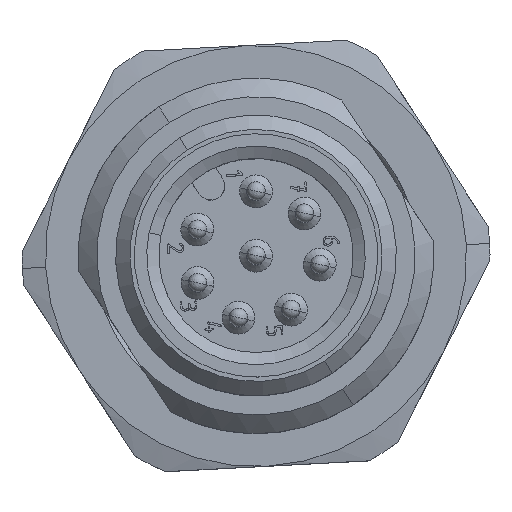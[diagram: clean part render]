
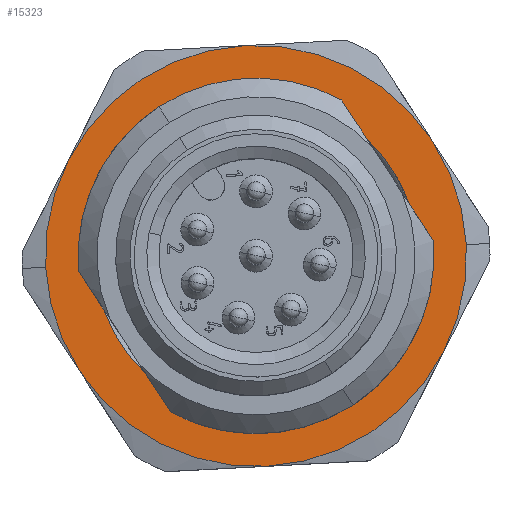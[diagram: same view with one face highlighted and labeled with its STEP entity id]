
A CAD part, top view. The second image highlights one B-rep face of the part: STEP entity #15323.
In plain terms, the highlighted planar face has unit normal (0, 0, 1).
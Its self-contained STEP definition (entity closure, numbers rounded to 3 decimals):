
#14912=AXIS2_PLACEMENT_3D('Circle Axis2P3D',#14910,#14911,$) ;
#15189=AXIS2_PLACEMENT_3D('Circle Axis2P3D',#15187,#15188,$) ;
#15202=AXIS2_PLACEMENT_3D('Plane Axis2P3D',#15199,#15200,#15201) ;
#15206=AXIS2_PLACEMENT_3D('Circle Axis2P3D',#15204,#15205,$) ;
#15215=AXIS2_PLACEMENT_3D('Circle Axis2P3D',#15213,#15214,$) ;
#15222=AXIS2_PLACEMENT_3D('Circle Axis2P3D',#15220,#15221,$) ;
#15229=AXIS2_PLACEMENT_3D('Circle Axis2P3D',#15227,#15228,$) ;
#15236=AXIS2_PLACEMENT_3D('Circle Axis2P3D',#15234,#15235,$) ;
#15243=AXIS2_PLACEMENT_3D('Circle Axis2P3D',#15241,#15242,$) ;
#15250=AXIS2_PLACEMENT_3D('Circle Axis2P3D',#15248,#15249,$) ;
#15257=AXIS2_PLACEMENT_3D('Circle Axis2P3D',#15255,#15256,$) ;
#14651=CARTESIAN_POINT('Vertex',(5.285,4.183,16.25)) ;
#14654=CARTESIAN_POINT('Line Origine',(5.813,3.37,16.25)) ;
#14658=CARTESIAN_POINT('Vertex',(6.342,2.558,16.25)) ;
#14680=CARTESIAN_POINT('Vertex',(2.428,8.571,16.25)) ;
#14683=CARTESIAN_POINT('Line Origine',(2.956,7.759,16.25)) ;
#14687=CARTESIAN_POINT('Vertex',(3.485,6.947,16.25)) ;
#14817=CARTESIAN_POINT('Vertex',(14.715,14.257,16.25)) ;
#14820=CARTESIAN_POINT('Line Origine',(14.187,15.069,16.25)) ;
#14824=CARTESIAN_POINT('Vertex',(13.658,15.882,16.25)) ;
#14836=CARTESIAN_POINT('Vertex',(17.572,9.868,16.25)) ;
#14839=CARTESIAN_POINT('Line Origine',(17.044,10.681,16.25)) ;
#14843=CARTESIAN_POINT('Vertex',(16.515,11.493,16.25)) ;
#14907=CARTESIAN_POINT('Vertex',(5.854,15.589,16.25)) ;
#14910=CARTESIAN_POINT('Axis2P3D Location',(10.,9.22,16.25)) ;
#14928=CARTESIAN_POINT('Control Point',(2.428,8.571,16.25)) ;
#14929=CARTESIAN_POINT('Control Point',(2.253,10.614,16.25)) ;
#14930=CARTESIAN_POINT('Control Point',(2.815,12.727,16.25)) ;
#14931=CARTESIAN_POINT('Control Point',(4.135,14.471,16.25)) ;
#14932=CARTESIAN_POINT('Control Point',(5.854,15.589,16.25)) ;
#15187=CARTESIAN_POINT('Axis2P3D Location',(10.,9.22,16.25)) ;
#15199=CARTESIAN_POINT('Axis2P3D Location',(10.,9.22,16.25)) ;
#15204=CARTESIAN_POINT('Axis2P3D Location',(10.,9.22,16.25)) ;
#15208=CARTESIAN_POINT('Vertex',(9.519,18.207,16.25)) ;
#15210=CARTESIAN_POINT('Vertex',(1.977,13.297,16.25)) ;
#15213=CARTESIAN_POINT('Axis2P3D Location',(10.,9.22,16.25)) ;
#15217=CARTESIAN_POINT('Vertex',(1.013,8.739,16.25)) ;
#15220=CARTESIAN_POINT('Axis2P3D Location',(10.,9.22,16.25)) ;
#15224=CARTESIAN_POINT('Vertex',(2.457,4.31,16.25)) ;
#15227=CARTESIAN_POINT('Axis2P3D Location',(10.,9.22,16.25)) ;
#15231=CARTESIAN_POINT('Vertex',(10.481,0.233,16.25)) ;
#15234=CARTESIAN_POINT('Axis2P3D Location',(10.,9.22,16.25)) ;
#15238=CARTESIAN_POINT('Vertex',(18.023,5.143,16.25)) ;
#15241=CARTESIAN_POINT('Axis2P3D Location',(10.,9.22,16.25)) ;
#15245=CARTESIAN_POINT('Vertex',(18.987,9.701,16.25)) ;
#15248=CARTESIAN_POINT('Axis2P3D Location',(10.,9.22,16.25)) ;
#15252=CARTESIAN_POINT('Vertex',(17.543,14.13,16.25)) ;
#15255=CARTESIAN_POINT('Axis2P3D Location',(10.,9.22,16.25)) ;
#15271=CARTESIAN_POINT('Control Point',(14.715,14.257,16.25)) ;
#15272=CARTESIAN_POINT('Control Point',(15.185,13.818,16.25)) ;
#15273=CARTESIAN_POINT('Control Point',(15.604,13.323,16.25)) ;
#15274=CARTESIAN_POINT('Control Point',(15.962,12.782,16.25)) ;
#15275=CARTESIAN_POINT('Control Point',(16.265,12.183,16.25)) ;
#15276=CARTESIAN_POINT('Control Point',(16.492,11.557,16.25)) ;
#15277=CARTESIAN_POINT('Control Point',(16.5,11.536,16.25)) ;
#15278=CARTESIAN_POINT('Control Point',(16.507,11.514,16.25)) ;
#15279=CARTESIAN_POINT('Control Point',(16.515,11.493,16.25)) ;
#15282=CARTESIAN_POINT('Control Point',(17.572,9.868,16.25)) ;
#15283=CARTESIAN_POINT('Control Point',(17.641,9.061,16.25)) ;
#15284=CARTESIAN_POINT('Control Point',(17.603,8.245,16.25)) ;
#15285=CARTESIAN_POINT('Control Point',(17.455,7.438,16.25)) ;
#15286=CARTESIAN_POINT('Control Point',(16.948,5.883,16.25)) ;
#15287=CARTESIAN_POINT('Control Point',(16.052,4.516,16.25)) ;
#15288=CARTESIAN_POINT('Control Point',(15.515,3.896,16.25)) ;
#15289=CARTESIAN_POINT('Control Point',(14.887,3.342,16.25)) ;
#15290=CARTESIAN_POINT('Control Point',(14.196,2.883,16.25)) ;
#15291=CARTESIAN_POINT('Control Point',(14.179,2.872,16.25)) ;
#15292=CARTESIAN_POINT('Control Point',(14.163,2.861,16.25)) ;
#15293=CARTESIAN_POINT('Control Point',(14.146,2.85,16.25)) ;
#15294=CARTESIAN_POINT('Vertex',(14.146,2.85,16.25)) ;
#15298=CARTESIAN_POINT('Control Point',(14.146,2.85,16.25)) ;
#15299=CARTESIAN_POINT('Control Point',(13.467,2.408,16.25)) ;
#15300=CARTESIAN_POINT('Control Point',(12.729,2.057,16.25)) ;
#15301=CARTESIAN_POINT('Control Point',(11.948,1.806,16.25)) ;
#15302=CARTESIAN_POINT('Control Point',(10.338,1.519,16.25)) ;
#15303=CARTESIAN_POINT('Control Point',(8.71,1.664,16.25)) ;
#15304=CARTESIAN_POINT('Control Point',(7.91,1.845,16.25)) ;
#15305=CARTESIAN_POINT('Control Point',(7.125,2.137,16.25)) ;
#15306=CARTESIAN_POINT('Control Point',(6.394,2.53,16.25)) ;
#15307=CARTESIAN_POINT('Control Point',(6.377,2.539,16.25)) ;
#15308=CARTESIAN_POINT('Control Point',(6.359,2.549,16.25)) ;
#15309=CARTESIAN_POINT('Control Point',(6.342,2.558,16.25)) ;
#14655=DIRECTION('Vector Direction',(0.546,-0.838,0.)) ;
#14684=DIRECTION('Vector Direction',(0.546,-0.838,0.)) ;
#14821=DIRECTION('Vector Direction',(-0.546,0.838,0.)) ;
#14840=DIRECTION('Vector Direction',(-0.546,0.838,0.)) ;
#14911=DIRECTION('Axis2P3D Direction',(0.,0.,-1.)) ;
#15188=DIRECTION('Axis2P3D Direction',(0.,0.,-1.)) ;
#15200=DIRECTION('Axis2P3D Direction',(0.,0.,1.)) ;
#15201=DIRECTION('Axis2P3D XDirection',(-0.999,-0.053,0.)) ;
#15205=DIRECTION('Axis2P3D Direction',(0.,0.,1.)) ;
#15214=DIRECTION('Axis2P3D Direction',(0.,0.,1.)) ;
#15221=DIRECTION('Axis2P3D Direction',(0.,0.,1.)) ;
#15228=DIRECTION('Axis2P3D Direction',(0.,0.,1.)) ;
#15235=DIRECTION('Axis2P3D Direction',(0.,0.,1.)) ;
#15242=DIRECTION('Axis2P3D Direction',(0.,0.,1.)) ;
#15249=DIRECTION('Axis2P3D Direction',(0.,0.,1.)) ;
#15256=DIRECTION('Axis2P3D Direction',(0.,0.,1.)) ;
#14656=VECTOR('Line Direction',#14655,1.) ;
#14685=VECTOR('Line Direction',#14684,1.) ;
#14822=VECTOR('Line Direction',#14821,1.) ;
#14841=VECTOR('Line Direction',#14840,1.) ;
#15261=ORIENTED_EDGE('',*,*,#15212,.T.) ;
#15262=ORIENTED_EDGE('',*,*,#15219,.T.) ;
#15263=ORIENTED_EDGE('',*,*,#15226,.T.) ;
#15264=ORIENTED_EDGE('',*,*,#15233,.T.) ;
#15265=ORIENTED_EDGE('',*,*,#15240,.T.) ;
#15266=ORIENTED_EDGE('',*,*,#15247,.T.) ;
#15267=ORIENTED_EDGE('',*,*,#15254,.T.) ;
#15268=ORIENTED_EDGE('',*,*,#15259,.T.) ;
#15312=ORIENTED_EDGE('',*,*,#14826,.F.) ;
#15313=ORIENTED_EDGE('',*,*,#15280,.T.) ;
#15314=ORIENTED_EDGE('',*,*,#14845,.F.) ;
#15315=ORIENTED_EDGE('',*,*,#15296,.T.) ;
#15316=ORIENTED_EDGE('',*,*,#15310,.T.) ;
#15317=ORIENTED_EDGE('',*,*,#14660,.F.) ;
#15318=ORIENTED_EDGE('',*,*,#15191,.T.) ;
#15319=ORIENTED_EDGE('',*,*,#14689,.F.) ;
#15320=ORIENTED_EDGE('',*,*,#14933,.T.) ;
#15321=ORIENTED_EDGE('',*,*,#14914,.T.) ;
#15322=FACE_BOUND('',#15311,.T.) ;
#15323=ADVANCED_FACE('Hauptkoerper',(#15269,#15322),#15203,.T.) ;
#14927=B_SPLINE_CURVE_WITH_KNOTS('',4,(#14928,#14929,#14930,#14931,#14932),.UNSPECIFIED.,.F.,.U.,(5,5),(-4.101,4.101),.UNSPECIFIED.) ;
#15270=B_SPLINE_CURVE_WITH_KNOTS('',5,(#15271,#15272,#15273,#15274,#15275,#15276,#15277,#15278,#15279),.UNSPECIFIED.,.F.,.U.,(6,3,6),(0.,4.56,4.721),.UNSPECIFIED.) ;
#15281=B_SPLINE_CURVE_WITH_KNOTS('',5,(#15282,#15283,#15284,#15285,#15286,#15287,#15288,#15289,#15290,#15291,#15292,#15293),.UNSPECIFIED.,.F.,.U.,(6,3,3,6),(0.,5.746,11.493,11.633),.UNSPECIFIED.) ;
#15297=B_SPLINE_CURVE_WITH_KNOTS('',5,(#15298,#15299,#15300,#15301,#15302,#15303,#15304,#15305,#15306,#15307,#15308,#15309),.UNSPECIFIED.,.F.,.U.,(6,3,3,6),(0.,5.746,11.492,11.632),.UNSPECIFIED.) ;
#14913=CIRCLE('generated circle',#14912,7.6) ;
#15190=CIRCLE('generated circle',#15189,6.9) ;
#15207=CIRCLE('generated circle',#15206,9.) ;
#15216=CIRCLE('generated circle',#15215,9.) ;
#15223=CIRCLE('generated circle',#15222,9.) ;
#15230=CIRCLE('generated circle',#15229,9.) ;
#15237=CIRCLE('generated circle',#15236,9.) ;
#15244=CIRCLE('generated circle',#15243,9.) ;
#15251=CIRCLE('generated circle',#15250,9.) ;
#15258=CIRCLE('generated circle',#15257,9.) ;
#14660=EDGE_CURVE('',#14652,#14659,#14657,.T.) ;
#14689=EDGE_CURVE('',#14681,#14688,#14686,.T.) ;
#14826=EDGE_CURVE('',#14818,#14825,#14823,.T.) ;
#14845=EDGE_CURVE('',#14837,#14844,#14842,.T.) ;
#14914=EDGE_CURVE('',#14908,#14825,#14913,.T.) ;
#14933=EDGE_CURVE('',#14681,#14908,#14927,.T.) ;
#15191=EDGE_CURVE('',#14652,#14688,#15190,.T.) ;
#15212=EDGE_CURVE('',#15209,#15211,#15207,.T.) ;
#15219=EDGE_CURVE('',#15211,#15218,#15216,.T.) ;
#15226=EDGE_CURVE('',#15218,#15225,#15223,.T.) ;
#15233=EDGE_CURVE('',#15225,#15232,#15230,.T.) ;
#15240=EDGE_CURVE('',#15232,#15239,#15237,.T.) ;
#15247=EDGE_CURVE('',#15239,#15246,#15244,.T.) ;
#15254=EDGE_CURVE('',#15246,#15253,#15251,.T.) ;
#15259=EDGE_CURVE('',#15253,#15209,#15258,.T.) ;
#15280=EDGE_CURVE('',#14818,#14844,#15270,.T.) ;
#15296=EDGE_CURVE('',#14837,#15295,#15281,.T.) ;
#15310=EDGE_CURVE('',#15295,#14659,#15297,.T.) ;
#15260=EDGE_LOOP('',(#15261,#15262,#15263,#15264,#15265,#15266,#15267,#15268)) ;
#15311=EDGE_LOOP('',(#15312,#15313,#15314,#15315,#15316,#15317,#15318,#15319,#15320,#15321)) ;
#15269=FACE_OUTER_BOUND('',#15260,.T.) ;
#14657=LINE('Line',#14654,#14656) ;
#14686=LINE('Line',#14683,#14685) ;
#14823=LINE('Line',#14820,#14822) ;
#14842=LINE('Line',#14839,#14841) ;
#15203=PLANE('',#15202) ;
#14652=VERTEX_POINT('',#14651) ;
#14659=VERTEX_POINT('',#14658) ;
#14681=VERTEX_POINT('',#14680) ;
#14688=VERTEX_POINT('',#14687) ;
#14818=VERTEX_POINT('',#14817) ;
#14825=VERTEX_POINT('',#14824) ;
#14837=VERTEX_POINT('',#14836) ;
#14844=VERTEX_POINT('',#14843) ;
#14908=VERTEX_POINT('',#14907) ;
#15209=VERTEX_POINT('',#15208) ;
#15211=VERTEX_POINT('',#15210) ;
#15218=VERTEX_POINT('',#15217) ;
#15225=VERTEX_POINT('',#15224) ;
#15232=VERTEX_POINT('',#15231) ;
#15239=VERTEX_POINT('',#15238) ;
#15246=VERTEX_POINT('',#15245) ;
#15253=VERTEX_POINT('',#15252) ;
#15295=VERTEX_POINT('',#15294) ;
